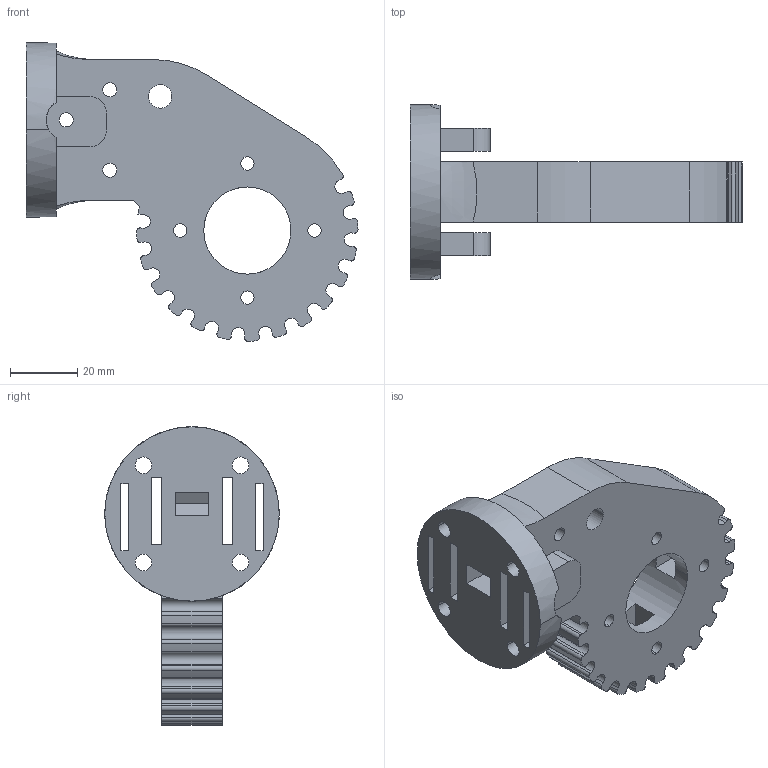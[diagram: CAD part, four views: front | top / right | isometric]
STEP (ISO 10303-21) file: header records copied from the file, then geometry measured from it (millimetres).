
FILE_DESCRIPTION((''),'2;1');
FILE_NAME('OBMP-ELB-1320','2023-10-11T17:15:36',('ccha425'),('Department of Mechanical Engineering, The University of Auckland'),'CREO PARAMETRIC BY PTC INC, 2017260','CREO PARAMETRIC BY PTC INC, 2017260','');
FILE_SCHEMA(('CONFIG_CONTROL_DESIGN'));
Length unit declared in the file: millimetre
Products named in the file (1): OBMP-ELB-1320
Bounding box: 99.01 x 52 x 89 mm (x, y, z)
Volume: 92969.7 mm3; surface area: 27016.4 mm2
Topology: 1 solids, 1 shells, 232 faces, 683 edges, 454 vertices
Faces by surface type: plane 121, cylinder 109, bspline 2
Entity records: 8198 total; most frequent: CARTESIAN_POINT 1682, ORIENTED_EDGE 1366, DIRECTION 1359, EDGE_CURVE 683, AXIS2_PLACEMENT_3D 458, VERTEX_POINT 454, VECTOR 443, LINE 443
